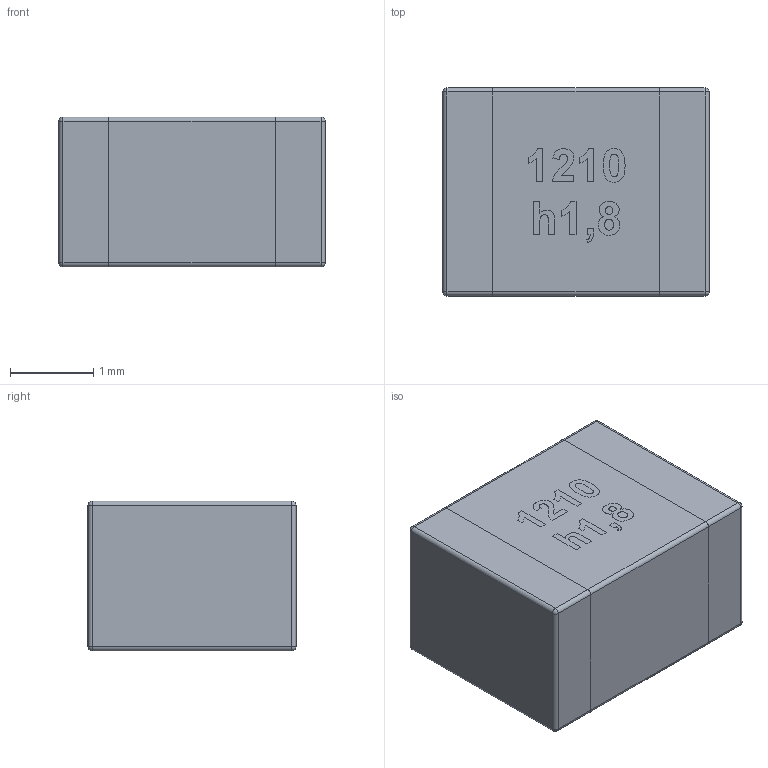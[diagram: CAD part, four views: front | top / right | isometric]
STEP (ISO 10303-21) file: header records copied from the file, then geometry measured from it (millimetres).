
FILE_DESCRIPTION (( 'STEP AP214' ), '1' );
FILE_NAME ('c_1210-h1.8.STEP', '2024-11-27T12:48:43', ( '' ), ( '' ), 'SwSTEP 2.0', 'SolidWorks 2021', '' );
FILE_SCHEMA (( 'AUTOMOTIVE_DESIGN' ));
Length unit declared in the file: millimetre
Products named in the file (1): c_1210-h1.8
Bounding box: 3.2 x 2.5 x 1.8 mm (x, y, z)
Volume: 14.4 mm3; surface area: 53.9 mm2
Topology: 3 solids, 3 shells, 57 faces, 187 edges, 139 vertices
Faces by surface type: plane 29, cylinder 20, sphere 8
Entity records: 3086 total; most frequent: CARTESIAN_POINT 1084, ORIENTED_EDGE 358, DIRECTION 284, EDGE_CURVE 179, VERTEX_POINT 139, AXIS2_PLACEMENT_3D 98, LINE 88, VECTOR 88
